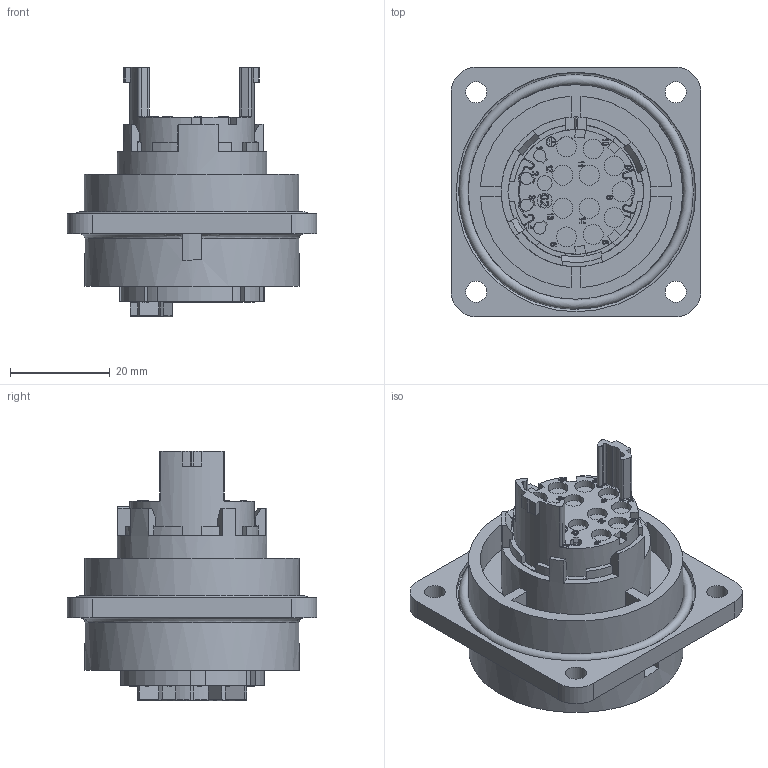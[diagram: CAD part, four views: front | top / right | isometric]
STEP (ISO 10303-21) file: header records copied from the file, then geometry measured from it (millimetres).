
FILE_DESCRIPTION(/* description */ (''),/* implementation_level */ '2;1');
FILE_NAME(/* name */ 'c016 10g014 000 2nxc001-02.stp',/* time_stamp */ '2019-07-08T08:46:00+02:00',/* author */ (''),/* organization */ (''),/* preprocessor_version */ 'ST-DEVELOPER v16.7',/* originating_system */ 'SIEMENS PLM Software NX 12.0',/* authorisation */ '');
FILE_SCHEMA (('AUTOMOTIVE_DESIGN { 1 0 10303 214 3 1 1 1 }'));
Length unit declared in the file: millimetre
Products named in the file (1): c016 10g014 000 2nxc001-02
Bounding box: 50 x 50 x 50 mm (x, y, z)
Volume: 35229 mm3; surface area: 19860.6 mm2
Topology: 1 solids, 2 shells, 776 faces, 2085 edges, 1383 vertices
Faces by surface type: plane 461, cylinder 196, extrusion 73, bspline 27, cone 12, torus 7
Full cylindrical faces by diameter (mm): 1.8 x1, 2 x1, 3 x6, 4 x11, 4.2 x4, 4.75 x7, 25 x1, 29 x1, 30 x1, 38.3 x1, 43 x1, 48 x1
Entity records: 26810 total; most frequent: CARTESIAN_POINT 8171, ORIENTED_EDGE 4018, DIRECTION 3514, EDGE_CURVE 2009, VERTEX_POINT 1353, AXIS2_PLACEMENT_3D 1228, VECTOR 1058, LINE 985
